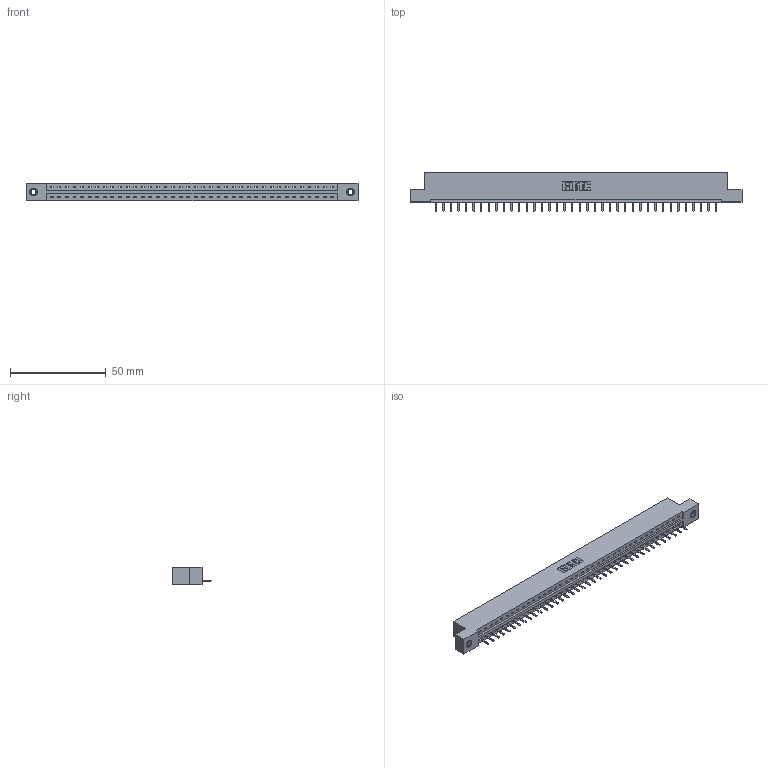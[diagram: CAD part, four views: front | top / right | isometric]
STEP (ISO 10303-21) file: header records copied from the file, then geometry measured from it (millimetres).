
FILE_DESCRIPTION (( 'STEP AP203' ), '1' );
FILE_NAME ('387-038-520-107.STEP', '2019-10-04T15:21:24', ( '' ), ( '' ), 'SwSTEP 2.0', 'SolidWorks 2016', '' );
FILE_SCHEMA (( 'CONFIG_CONTROL_DESIGN' ));
Length unit declared in the file: inch
Products named in the file (4): 345-292-001_345-293-120; 345-250-001_345-250-005-103; 387-038-520-107; 337 Part_Flush Mounting Lugs - 0.156 Dia-TI
Assembly tree (41 placements, depth 2):
  387-038-520-107
    337 Part_Flush Mounting Lugs - 0.156 Dia-TI
    345-292-001_345-293-120  x38
    345-250-001_345-250-005-103  x2
Bounding box: 173.58 x 20.02 x 9.4 mm (x, y, z)
Volume: 17868.2 mm3; surface area: 18089.6 mm2
Topology: 41 solids, 41 shells, 2682 faces, 7895 edges, 5154 vertices
Faces by surface type: plane 1926, cylinder 740, cone 12, torus 4
Entity records: 30064 total; most frequent: CARTESIAN_POINT 5227, ORIENTED_EDGE 5182, DIRECTION 4429, EDGE_CURVE 2591, LINE 2439, VECTOR 2439, VERTEX_POINT 1720, AXIS2_PLACEMENT_3D 995
